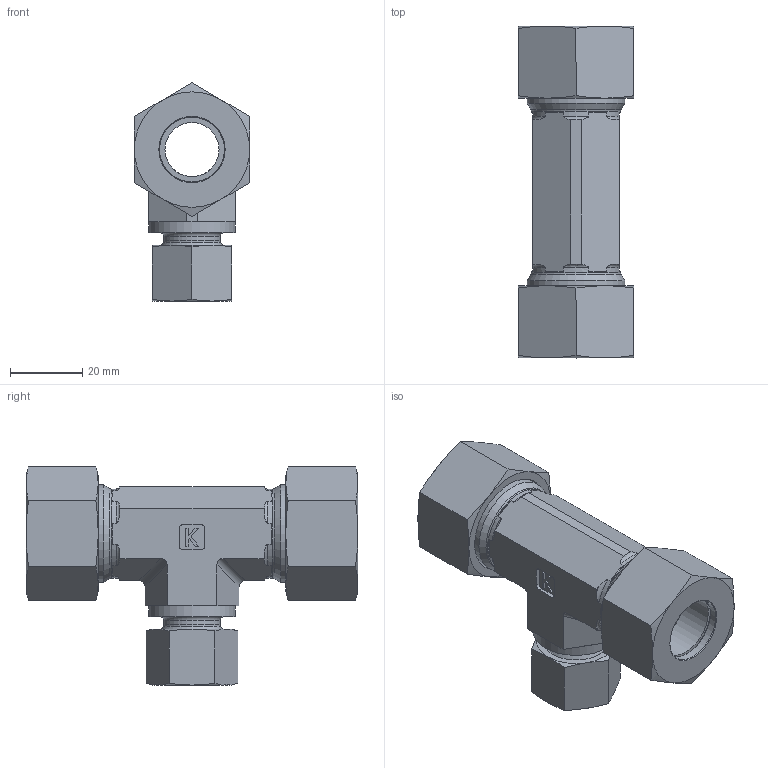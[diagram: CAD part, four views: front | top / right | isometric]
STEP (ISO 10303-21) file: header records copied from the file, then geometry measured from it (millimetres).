
FILE_DESCRIPTION((''),'2;1');
FILE_NAME('385181812.stp','2014-08-15T15:20:38',(''),('KNOMI spol. s r. o.'),'Autodesk Inventor 2012','Autodesk Inventor 2012','');
FILE_SCHEMA(('AUTOMOTIVE_DESIGN { 1 2 10303 214 0 1 1 1 }'));
Length unit declared in the file: millimetre
Products named in the file (6): TS2K Js15/12L M27/M27/M18 Tr18/12; 375 181812; 40118; 3931827; 40112; 3911218
Assembly tree (7 placements, depth 2):
  TS2K Js15/12L M27/M27/M18 Tr18/12
    375 181812
    40118  x2
    3931827  x2
    40112
    3911218
Bounding box: 32 x 92 x 60.48 mm (x, y, z)
Volume: 50478.7 mm3; surface area: 27741.1 mm2
Topology: 7 solids, 7 shells, 220 faces, 540 edges, 348 vertices
Faces by surface type: plane 98, cone 66, cylinder 37, torus 19
Full cylindrical faces by diameter (mm): 10 x1, 12 x3, 14.3 x1, 15 x1, 15.7 x1, 16 x1, 16.376 x1, 18 x7, 20.3 x2, 23 x2, 24 x1, 24.7 x2, 25.376 x2, 27 x2
Entity records: 5689 total; most frequent: CARTESIAN_POINT 1240, DIRECTION 862, ORIENTED_EDGE 776, EDGE_CURVE 388, AXIS2_PLACEMENT_3D 346, VERTEX_POINT 270, EDGE_LOOP 254, STYLED_ITEM 198
